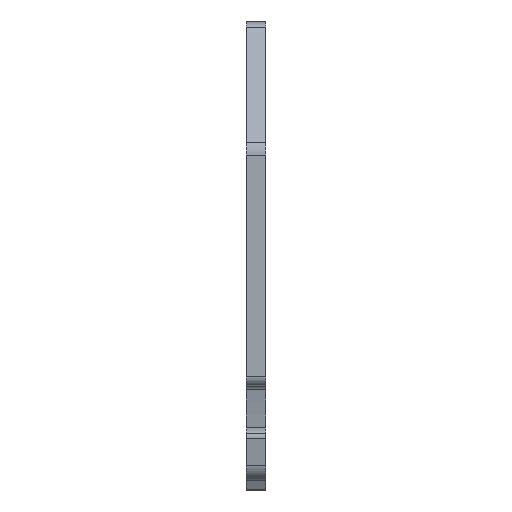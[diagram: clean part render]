
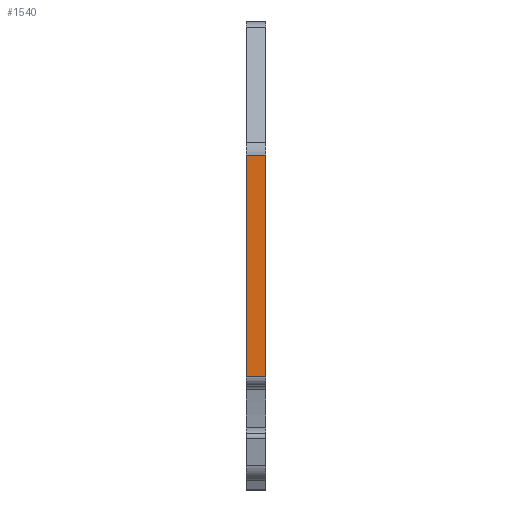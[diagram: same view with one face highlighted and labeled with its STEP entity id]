
A CAD part, front view. The second image highlights one B-rep face of the part: STEP entity #1540.
In plain terms, the highlighted planar face has unit normal (0, -1, 0).
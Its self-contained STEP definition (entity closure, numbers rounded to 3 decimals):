
#105=CARTESIAN_POINT('',(0.,-27.,30.972));
#106=VERTEX_POINT('',#105);
#114=CARTESIAN_POINT('',(0.,-27.,6.5));
#115=VERTEX_POINT('',#114);
#116=CARTESIAN_POINT('',(0.,-27.,30.972));
#117=DIRECTION('',(0.,0.,-1.));
#118=VECTOR('',#117,24.472);
#119=LINE('',#116,#118);
#120=EDGE_CURVE('',#106,#115,#119,.T.);
#773=CARTESIAN_POINT('',(-2.2,-27.,30.972));
#774=VERTEX_POINT('',#773);
#782=CARTESIAN_POINT('',(-2.2,-27.,6.5));
#783=VERTEX_POINT('',#782);
#784=CARTESIAN_POINT('',(-2.2,-27.,30.972));
#785=DIRECTION('',(0.,0.,-1.));
#786=VECTOR('',#785,24.472);
#787=LINE('',#784,#786);
#788=EDGE_CURVE('',#774,#783,#787,.T.);
#1513=CARTESIAN_POINT('',(0.,-27.,30.972));
#1514=DIRECTION('',(-1.,0.,0.));
#1515=VECTOR('',#1514,2.2);
#1516=LINE('',#1513,#1515);
#1517=EDGE_CURVE('',#106,#774,#1516,.T.);
#1524=CARTESIAN_POINT('',(-1.1,-27.,18.736));
#1525=DIRECTION('',(0.,0.,1.));
#1526=DIRECTION('',(0.,-1.,0.));
#1527=AXIS2_PLACEMENT_3D('',#1524,#1526,#1525);
#1528=PLANE('',#1527);
#1529=ORIENTED_EDGE('',*,*,#1517,.T.);
#1530=ORIENTED_EDGE('',*,*,#788,.T.);
#1531=CARTESIAN_POINT('',(0.,-27.,6.5));
#1532=DIRECTION('',(-1.,0.,0.));
#1533=VECTOR('',#1532,2.2);
#1534=LINE('',#1531,#1533);
#1535=EDGE_CURVE('',#115,#783,#1534,.T.);
#1536=ORIENTED_EDGE('E130',*,*,#1535,.F.);
#1537=ORIENTED_EDGE('E130',*,*,#120,.F.);
#1538=EDGE_LOOP('',(#1529,#1530,#1536,#1537));
#1539=FACE_OUTER_BOUND('',#1538,.T.);
#1540=ADVANCED_FACE('F12',(#1539),#1528,.T.);
